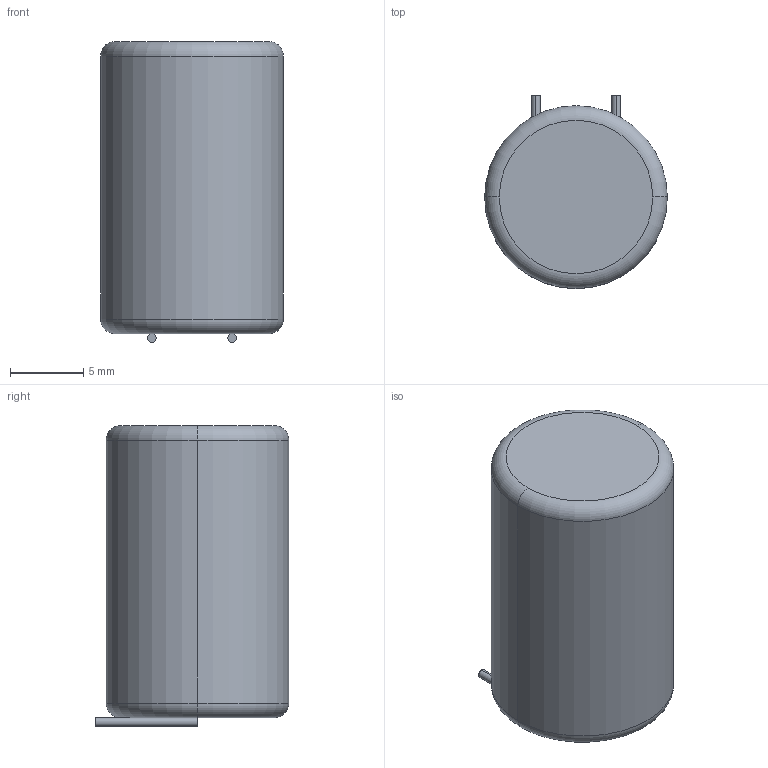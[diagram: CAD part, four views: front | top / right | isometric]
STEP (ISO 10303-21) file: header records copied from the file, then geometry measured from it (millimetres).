
FILE_DESCRIPTION (( 'STEP AP203' ), '1' );
FILE_NAME ('SCCT20E106SRB.STEP', '2021-11-25T20:08:37', ( '' ), ( '' ), 'SwSTEP 2.0', 'SolidWorks 2021', '' );
FILE_SCHEMA (( 'CONFIG_CONTROL_DESIGN' ));
Length unit declared in the file: millimetre
Products named in the file (1): SCCT20E106SRB
Bounding box: 12.5 x 13.25 x 20.6 mm (x, y, z)
Volume: 2442.1 mm3; surface area: 1023.8 mm2
Topology: 3 solids, 3 shells, 16 faces, 26 edges, 16 vertices
Faces by surface type: cylinder 6, plane 6, torus 4
Entity records: 451 total; most frequent: DIRECTION 80, CARTESIAN_POINT 59, ORIENTED_EDGE 52, AXIS2_PLACEMENT_3D 37, EDGE_CURVE 26, CIRCLE 20, FACE_OUTER_BOUND 16, EDGE_LOOP 16
